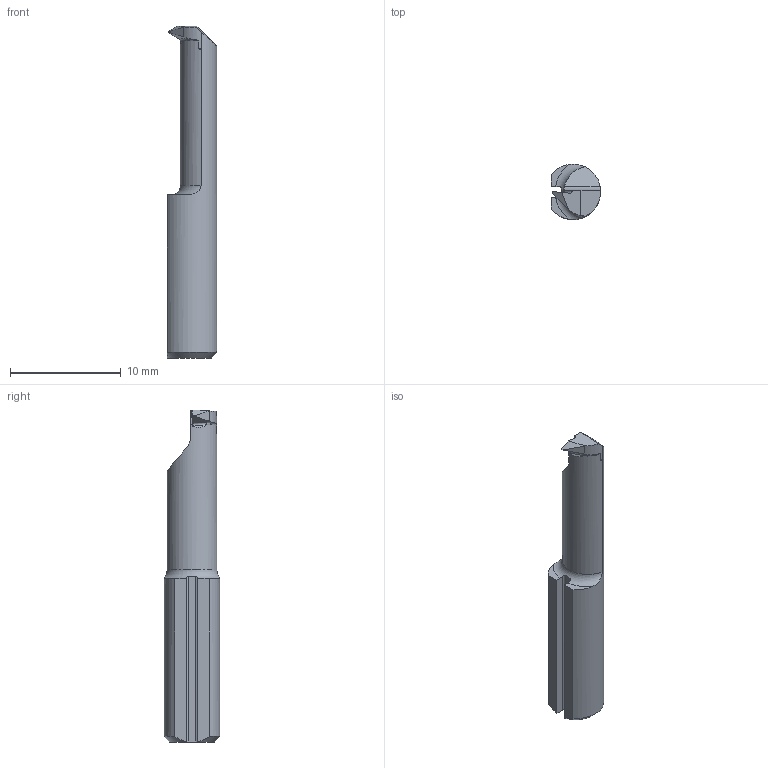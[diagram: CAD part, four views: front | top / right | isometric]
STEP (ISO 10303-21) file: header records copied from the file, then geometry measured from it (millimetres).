
FILE_DESCRIPTION (( 'STEP AP203' ), '1' );
FILE_NAME ('L005.2428-15.step', '2024-02-13T09:03:35', ( '' ), ( '' ), 'SwSTEP 2.0', 'SolidWorks 2022', '' );
FILE_SCHEMA (( 'CONFIG_CONTROL_DESIGN' ));
Length unit declared in the file: millimetre
Products named in the file (1): L005.2428-15
Bounding box: 4.45 x 5 x 30 mm (x, y, z)
Volume: 403.1 mm3; surface area: 449.4 mm2
Topology: 1 solids, 1 shells, 35 faces, 96 edges, 63 vertices
Faces by surface type: plane 19, cylinder 9, torus 4, bspline 2, cone 1
Entity records: 1311 total; most frequent: CARTESIAN_POINT 422, ORIENTED_EDGE 192, DIRECTION 142, EDGE_CURVE 96, VERTEX_POINT 63, AXIS2_PLACEMENT_3D 50, LINE 42, VECTOR 42
